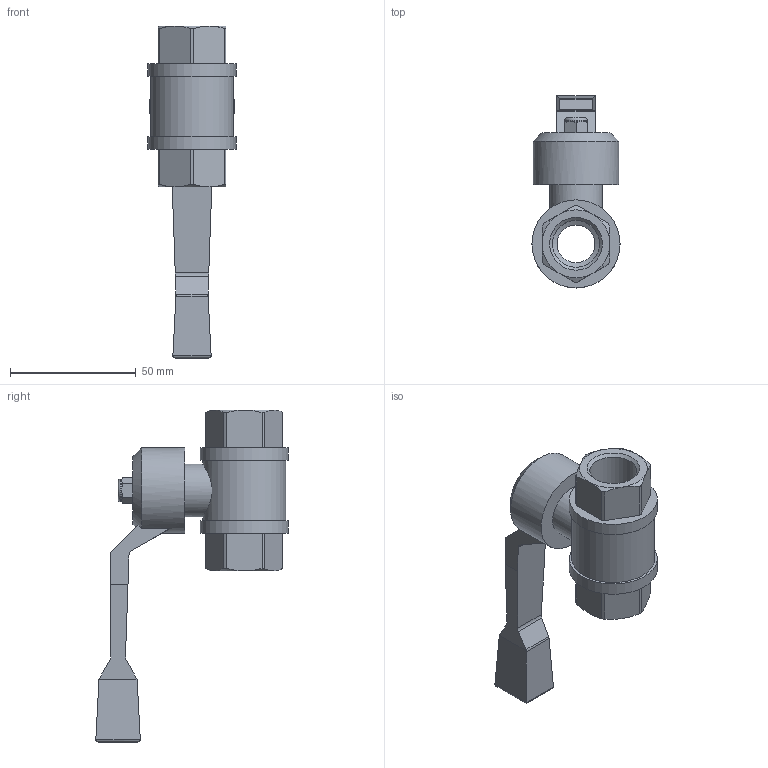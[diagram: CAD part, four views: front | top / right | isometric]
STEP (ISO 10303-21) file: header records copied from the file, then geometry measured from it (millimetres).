
FILE_DESCRIPTION(/* description */ ('STEP AP214'),/* implementation_level */ '2;1');
FILE_NAME(/* name */ '9543_QH-1_2',/* time_stamp */ '2024-09-14T05:27:10+02:00',/* author */ ('License CC BY-ND 4.0'),/* organization */ ('CADENAS'),/* preprocessor_version */ 'ST-DEVELOPER v19.3',/* originating_system */ 'PARTsolutions',/* authorisation */ ' ');
FILE_SCHEMA (('AUTOMOTIVE_DESIGN {1 0 10303 214 3 1 1}'));
Length unit declared in the file: millimetre
Products named in the file (1): 9543 QH-1/2
Bounding box: 35 x 76.5 x 132 mm (x, y, z)
Volume: 67933.2 mm3; surface area: 19636.1 mm2
Topology: 1 solids, 1 shells, 97 faces, 239 edges, 151 vertices
Faces by surface type: plane 42, cylinder 31, cone 23, torus 1
Full cylindrical faces by diameter (mm): 9 x1, 15 x1, 18.631 x2, 21 x1, 33 x1, 34 x1, 35 x2
Entity records: 3526 total; most frequent: CARTESIAN_POINT 608, DIRECTION 464, ORIENTED_EDGE 442, EDGE_CURVE 221, AXIS2_PLACEMENT_3D 185, VERTEX_POINT 148, EDGE_LOOP 121, FACE_BOUND 121
